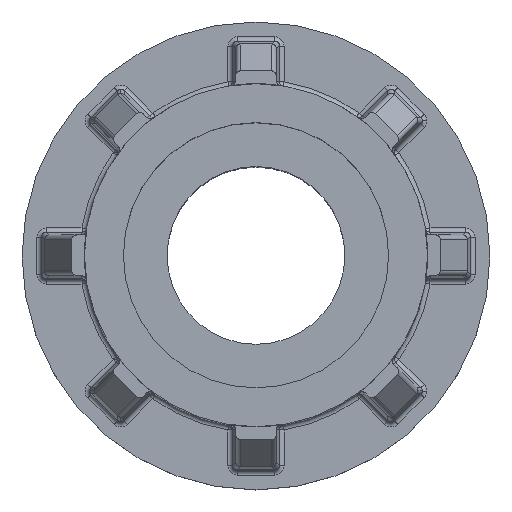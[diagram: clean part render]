
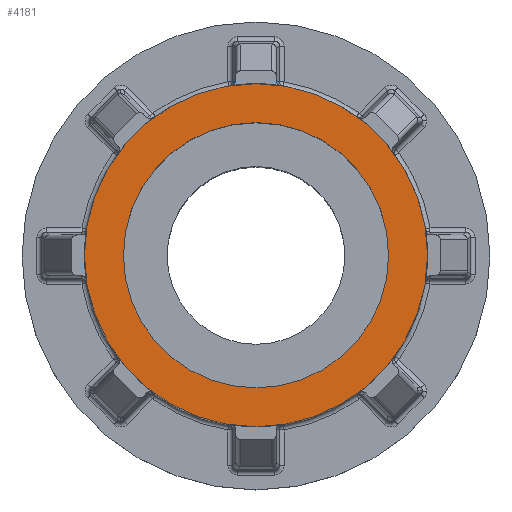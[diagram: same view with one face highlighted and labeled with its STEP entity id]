
A CAD part, top view. The second image highlights one B-rep face of the part: STEP entity #4181.
In plain terms, the highlighted planar face has unit normal (0, 0, 1).
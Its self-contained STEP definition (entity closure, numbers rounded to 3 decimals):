
#283 = CIRCLE ( 'NONE', #587, 11. ) ;
#482 = DIRECTION ( 'NONE',  ( 1., 0., 0. ) ) ;
#587 = AXIS2_PLACEMENT_3D ( 'NONE', #9153, #4787, #482 ) ;
#754 = ORIENTED_EDGE ( 'NONE', *, *, #3940, .T. ) ;
#808 = VERTEX_POINT ( 'NONE', #1920 ) ;
#951 = DIRECTION ( 'NONE',  ( 0., 0., 1. ) ) ;
#1148 = DIRECTION ( 'NONE',  ( 1., 0., 0. ) ) ;
#1746 = CARTESIAN_POINT ( 'NONE',  ( 0., 0., 33. ) ) ;
#1920 = CARTESIAN_POINT ( 'NONE',  ( 11., 0., 33. ) ) ;
#1963 = CARTESIAN_POINT ( 'NONE',  ( -11., 0., 33. ) ) ;
#2150 = ORIENTED_EDGE ( 'NONE', *, *, #5040, .F. ) ;
#2430 = DIRECTION ( 'NONE',  ( 1., 0., 0. ) ) ;
#2463 = AXIS2_PLACEMENT_3D ( 'NONE', #4140, #9219, #4868 ) ;
#2601 = EDGE_CURVE ( 'NONE', #6363, #6988, #2667, .T. ) ;
#2667 = CIRCLE ( 'NONE', #3904, 8.5 ) ;
#2711 = ORIENTED_EDGE ( 'NONE', *, *, #2601, .F. ) ;
#2956 = AXIS2_PLACEMENT_3D ( 'NONE', #7657, #5436, #1148 ) ;
#3040 = AXIS2_PLACEMENT_3D ( 'NONE', #1746, #6792, #2430 ) ;
#3820 = EDGE_LOOP ( 'NONE', ( #2711, #2150 ) ) ;
#3904 = AXIS2_PLACEMENT_3D ( 'NONE', #5225, #951, #5988 ) ;
#3940 = EDGE_CURVE ( 'NONE', #5982, #808, #5082, .T. ) ;
#4140 = CARTESIAN_POINT ( 'NONE',  ( 0., 0., 33. ) ) ;
#4181 = ADVANCED_FACE ( 'NONE', ( #4617, #6614 ), #9052, .T. ) ;
#4475 = EDGE_LOOP ( 'NONE', ( #754, #8960 ) ) ;
#4617 = FACE_BOUND ( 'NONE', #3820, .T. ) ;
#4787 = DIRECTION ( 'NONE',  ( 0., 0., 1. ) ) ;
#4868 = DIRECTION ( 'NONE',  ( 1., 0., 0. ) ) ;
#5040 = EDGE_CURVE ( 'NONE', #6988, #6363, #7639, .T. ) ;
#5082 = CIRCLE ( 'NONE', #3040, 11. ) ;
#5216 = CARTESIAN_POINT ( 'NONE',  ( 8.5, 0., 33. ) ) ;
#5225 = CARTESIAN_POINT ( 'NONE',  ( 0., 0., 33. ) ) ;
#5436 = DIRECTION ( 'NONE',  ( 0., 0., 1. ) ) ;
#5982 = VERTEX_POINT ( 'NONE', #1963 ) ;
#5988 = DIRECTION ( 'NONE',  ( 1., 0., 0. ) ) ;
#6180 = EDGE_CURVE ( 'NONE', #808, #5982, #283, .T. ) ;
#6363 = VERTEX_POINT ( 'NONE', #5216 ) ;
#6614 = FACE_OUTER_BOUND ( 'NONE', #4475, .T. ) ;
#6792 = DIRECTION ( 'NONE',  ( 0., 0., 1. ) ) ;
#6988 = VERTEX_POINT ( 'NONE', #9326 ) ;
#7639 = CIRCLE ( 'NONE', #2463, 8.5 ) ;
#7657 = CARTESIAN_POINT ( 'NONE',  ( 0., 0., 33. ) ) ;
#8960 = ORIENTED_EDGE ( 'NONE', *, *, #6180, .T. ) ;
#9052 = PLANE ( 'NONE',  #2956 ) ;
#9153 = CARTESIAN_POINT ( 'NONE',  ( 0., 0., 33. ) ) ;
#9219 = DIRECTION ( 'NONE',  ( 0., 0., 1. ) ) ;
#9326 = CARTESIAN_POINT ( 'NONE',  ( -8.5, 0., 33. ) ) ;
